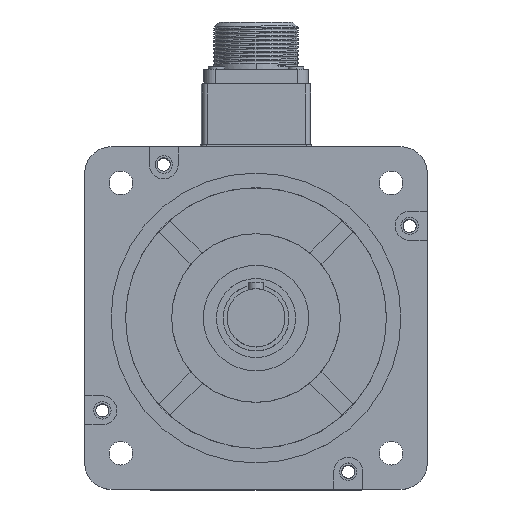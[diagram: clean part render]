
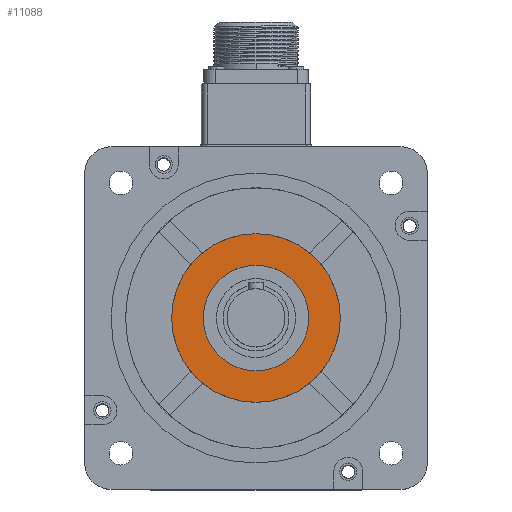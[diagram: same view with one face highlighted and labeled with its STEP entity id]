
A CAD part, top view. The second image highlights one B-rep face of the part: STEP entity #11088.
In plain terms, the highlighted planar face has unit normal (0, 0, -1).
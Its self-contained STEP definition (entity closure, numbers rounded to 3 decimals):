
#1549 = AXIS2_PLACEMENT_3D ( 'NONE', #6529, #6544, #6546 ) ;
#4031 = EDGE_CURVE ( 'NONE', #23464, #17153, #8108, .T. ) ;
#4032 = EDGE_CURVE ( 'NONE', #17065, #17039, #8185, .T. ) ;
#5377 = EDGE_LOOP ( 'NONE', ( #17902, #17904 ) ) ;
#5383 = EDGE_LOOP ( 'NONE', ( #17900, #17901 ) ) ;
#6529 = CARTESIAN_POINT ( 'NONE',  ( -27.565, 22.716, 69.566 ) ) ;
#6535 = FACE_BOUND ( 'NONE', #5383, .T. ) ;
#6538 = FACE_OUTER_BOUND ( 'NONE', #5377, .T. ) ;
#6540 = PLANE ( 'NONE',  #1549 ) ;
#6544 = DIRECTION ( 'NONE',  ( 0., 0., -1. ) ) ;
#6546 = DIRECTION ( 'NONE',  ( -1., 0., 0. ) ) ;
#8098 = AXIS2_PLACEMENT_3D ( 'NONE', #12579, #12580, #12581 ) ;
#8108 = CIRCLE ( 'NONE', #8098, 32. ) ;
#8136 = AXIS2_PLACEMENT_3D ( 'NONE', #12582, #12583, #12584 ) ;
#8185 = CIRCLE ( 'NONE', #8136, 20. ) ;
#11088 = ADVANCED_FACE ( 'NONE', ( #6535, #6538 ), #6540, .T. ) ;
#12579 = CARTESIAN_POINT ( 'NONE',  ( -27.565, 2.716, 69.566 ) ) ;
#12580 = DIRECTION ( 'NONE',  ( 0., 0., -1. ) ) ;
#12581 = DIRECTION ( 'NONE',  ( -1., 0., 0. ) ) ;
#12582 = CARTESIAN_POINT ( 'NONE',  ( -27.565, 2.716, 69.566 ) ) ;
#12583 = DIRECTION ( 'NONE',  ( 0., 0., 1. ) ) ;
#12584 = DIRECTION ( 'NONE',  ( -1., 0., 0. ) ) ;
#16356 = EDGE_CURVE ( 'NONE', #17039, #17065, #24976, .T. ) ;
#16360 = EDGE_CURVE ( 'NONE', #17153, #23464, #24988, .T. ) ;
#17039 = VERTEX_POINT ( 'NONE', #30989 ) ;
#17065 = VERTEX_POINT ( 'NONE', #31025 ) ;
#17153 = VERTEX_POINT ( 'NONE', #31113 ) ;
#17900 = ORIENTED_EDGE ( 'NONE', *, *, #4032, .T. ) ;
#17901 = ORIENTED_EDGE ( 'NONE', *, *, #16356, .T. ) ;
#17902 = ORIENTED_EDGE ( 'NONE', *, *, #4031, .T. ) ;
#17904 = ORIENTED_EDGE ( 'NONE', *, *, #16360, .T. ) ;
#23464 = VERTEX_POINT ( 'NONE', #31518 ) ;
#24976 = CIRCLE ( 'NONE', #24980, 20. ) ;
#24980 = AXIS2_PLACEMENT_3D ( 'NONE', #33813, #33814, #33815 ) ;
#24988 = CIRCLE ( 'NONE', #24992, 32. ) ;
#24992 = AXIS2_PLACEMENT_3D ( 'NONE', #33825, #33826, #33827 ) ;
#30989 = CARTESIAN_POINT ( 'NONE',  ( -7.565, 2.716, 69.566 ) ) ;
#31025 = CARTESIAN_POINT ( 'NONE',  ( -47.565, 2.716, 69.566 ) ) ;
#31113 = CARTESIAN_POINT ( 'NONE',  ( 4.435, 2.716, 69.566 ) ) ;
#31518 = CARTESIAN_POINT ( 'NONE',  ( -59.565, 2.716, 69.566 ) ) ;
#33813 = CARTESIAN_POINT ( 'NONE',  ( -27.565, 2.716, 69.566 ) ) ;
#33814 = DIRECTION ( 'NONE',  ( 0., 0., 1. ) ) ;
#33815 = DIRECTION ( 'NONE',  ( -1., 0., 0. ) ) ;
#33825 = CARTESIAN_POINT ( 'NONE',  ( -27.565, 2.716, 69.566 ) ) ;
#33826 = DIRECTION ( 'NONE',  ( 0., 0., -1. ) ) ;
#33827 = DIRECTION ( 'NONE',  ( -1., 0., 0. ) ) ;
